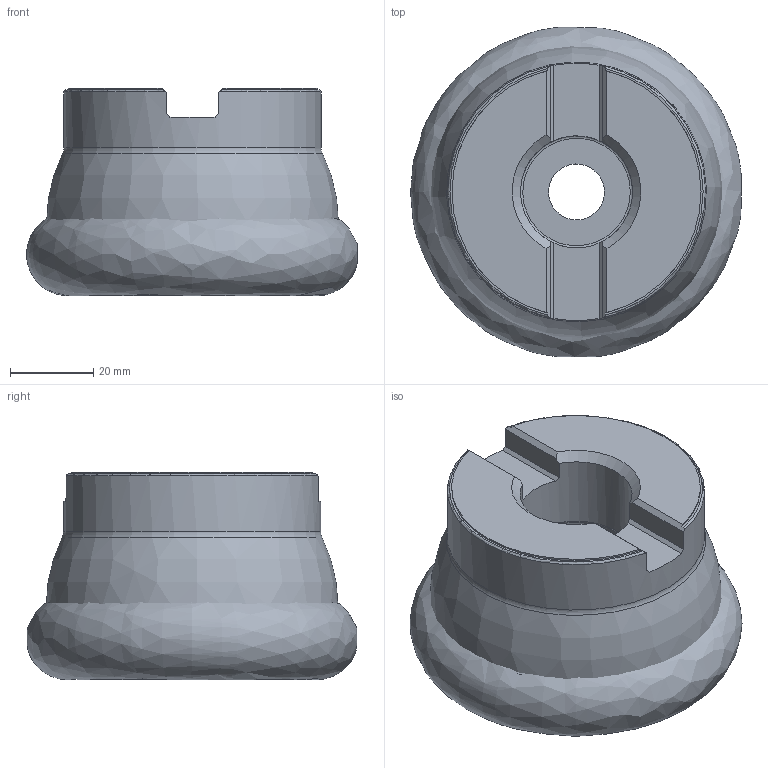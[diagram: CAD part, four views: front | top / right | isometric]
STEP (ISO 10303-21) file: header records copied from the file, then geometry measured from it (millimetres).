
FILE_DESCRIPTION(/* description */ (''),/* implementation_level */ '2;1');
FILE_NAME(/* name */ 'toolassembly_1.stp',/* time_stamp */ '2018-10-03T16:00:37+02:00',/* author */ (''),/* organization */ ('SMS'),/* preprocessor_version */ 'ST-DEVELOPER v15',/* originating_system */ 'SIEMENS PLM Software NX 8.5',/* authorisation */ '');
FILE_SCHEMA (('AUTOMOTIVE_DESIGN { 1 0 10303 214 3 1 1 1 }'));
Length unit declared in the file: millimetre
Products named in the file (4): ASSEMBLY_CONSTRUCTION; CUT_20181003155958; NOCUT_20181003155954; TOOLASSEMBLY_1
Assembly tree (3 placements, depth 2):
  TOOLASSEMBLY_1
    NOCUT_20181003155954
    CUT_20181003155958
    ASSEMBLY_CONSTRUCTION
Bounding box: 79.73 x 79.5 x 50 mm (x, y, z)
Volume: 196543 mm3; surface area: 31614 mm2
Topology: 2 solids, 2 shells, 47 faces, 119 edges, 87 vertices
Faces by surface type: plane 22, torus 10, cylinder 8, cone 5, bspline 2
Full cylindrical faces by diameter (mm): 13.5 x1, 20 x1, 27.011 x1, 27.5 x1, 62 x1, 70.339 x1
Entity records: 3152 total; most frequent: CARTESIAN_POINT 1886, DIRECTION 254, ORIENTED_EDGE 186, AXIS2_PLACEMENT_3D 113, EDGE_CURVE 93, VERTEX_POINT 70, EDGE_LOOP 68, ADVANCED_FACE 47
